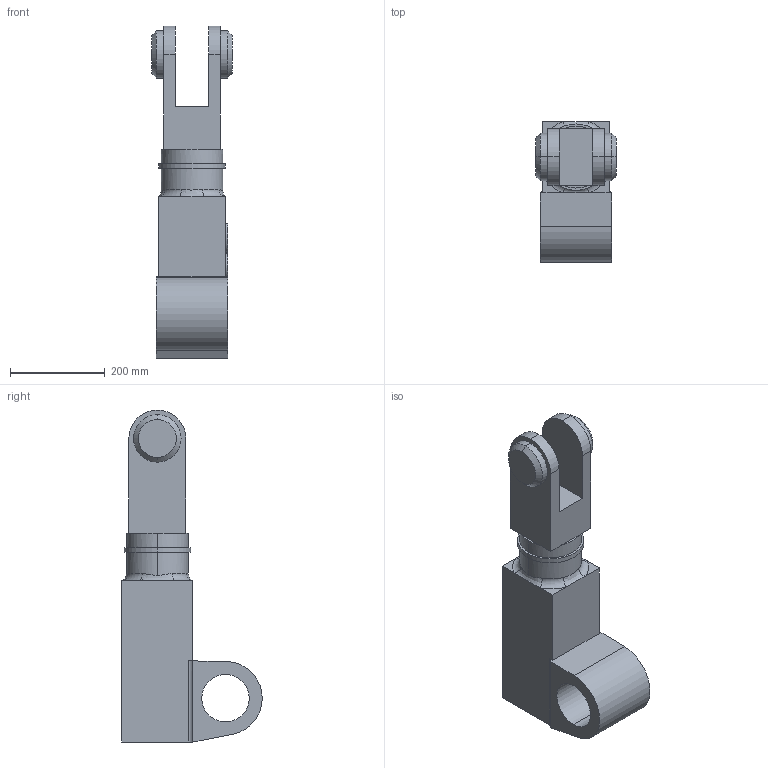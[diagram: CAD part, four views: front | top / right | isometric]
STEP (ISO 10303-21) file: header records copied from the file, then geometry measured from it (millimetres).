
FILE_DESCRIPTION (( 'STEP AP214' ), '1' );
FILE_NAME ('Part4_Link3.STEP', '2023-03-05T08:22:23', ( '' ), ( '' ), 'SwSTEP 2.0', 'SolidWorks 2022', '' );
FILE_SCHEMA (( 'AUTOMOTIVE_DESIGN' ));
Length unit declared in the file: millimetre
Products named in the file (1): Part4_Link3
Bounding box: 170 x 296.15 x 700 mm (x, y, z)
Volume: 13069233.2 mm3; surface area: 542745.6 mm2
Topology: 1 solids, 1 shells, 95 faces, 233 edges, 148 vertices
Faces by surface type: plane 56, cylinder 19, cone 8, bspline 8, torus 4
Entity records: 3987 total; most frequent: CARTESIAN_POINT 1731, ORIENTED_EDGE 466, DIRECTION 451, EDGE_CURVE 233, AXIS2_PLACEMENT_3D 158, VERTEX_POINT 148, LINE 135, VECTOR 135
